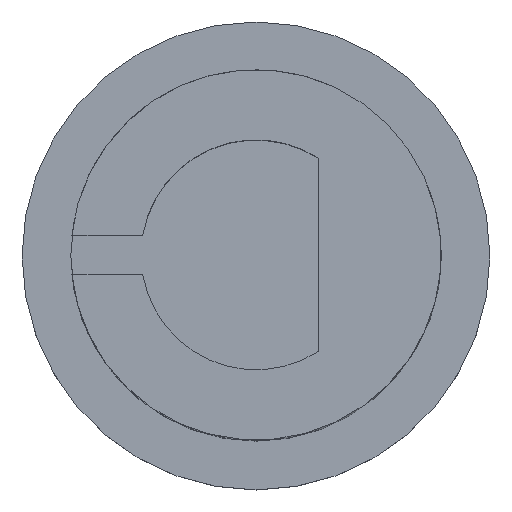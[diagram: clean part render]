
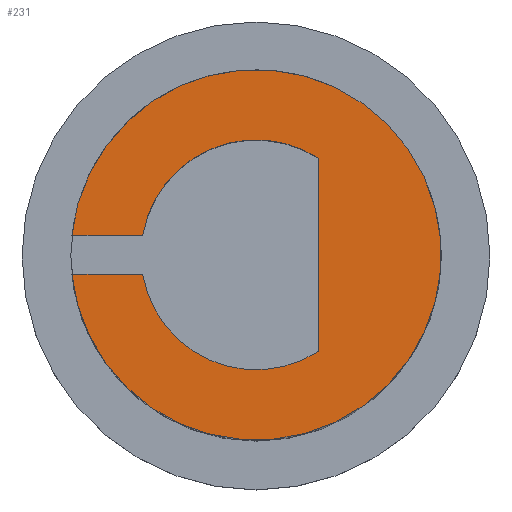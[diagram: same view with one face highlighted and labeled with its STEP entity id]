
A CAD part, top view. The second image highlights one B-rep face of the part: STEP entity #231.
In plain terms, the highlighted planar face has unit normal (0, 0, 1).
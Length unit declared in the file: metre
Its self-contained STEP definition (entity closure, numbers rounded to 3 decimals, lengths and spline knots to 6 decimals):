
#14=PLANE('',#265);
#26=CIRCLE('',#263,0.00475);
#28=CIRCLE('',#266,0.00295);
#29=CIRCLE('',#267,0.00295);
#46=ORIENTED_EDGE('',*,*,#106,.F.);
#47=ORIENTED_EDGE('',*,*,#107,.T.);
#48=ORIENTED_EDGE('',*,*,#104,.T.);
#49=ORIENTED_EDGE('',*,*,#108,.F.);
#50=ORIENTED_EDGE('',*,*,#109,.F.);
#51=ORIENTED_EDGE('',*,*,#110,.T.);
#104=EDGE_CURVE('',#128,#134,#26,.T.);
#106=EDGE_CURVE('',#136,#137,#28,.T.);
#107=EDGE_CURVE('',#136,#128,#153,.T.);
#108=EDGE_CURVE('',#138,#134,#154,.T.);
#109=EDGE_CURVE('',#139,#138,#29,.T.);
#110=EDGE_CURVE('',#139,#137,#155,.T.);
#128=VERTEX_POINT('',#371);
#134=VERTEX_POINT('',#383);
#136=VERTEX_POINT('',#389);
#137=VERTEX_POINT('',#390);
#138=VERTEX_POINT('',#393);
#139=VERTEX_POINT('',#395);
#153=LINE('',#391,#169);
#154=LINE('',#392,#170);
#155=LINE('',#396,#171);
#169=VECTOR('',#311,1.);
#170=VECTOR('',#312,1.);
#171=VECTOR('',#315,1.);
#183=EDGE_LOOP('',(#46,#47,#48,#49,#50,#51));
#205=FACE_BOUND('',#183,.T.);
#231=ADVANCED_FACE('',(#205),#14,.T.);
#263=AXIS2_PLACEMENT_3D('',#384,#303,#304);
#265=AXIS2_PLACEMENT_3D('',#387,#307,#308);
#266=AXIS2_PLACEMENT_3D('',#388,#309,#310);
#267=AXIS2_PLACEMENT_3D('',#394,#313,#314);
#303=DIRECTION('',(0.,0.,1.));
#304=DIRECTION('',(1.,0.,0.));
#307=DIRECTION('',(0.,0.,1.));
#308=DIRECTION('',(1.,0.,0.));
#309=DIRECTION('',(0.,0.,1.));
#310=DIRECTION('',(1.,0.,0.));
#311=DIRECTION('',(-1.,0.,0.));
#312=DIRECTION('',(-1.,0.,0.));
#313=DIRECTION('',(0.,0.,1.));
#314=DIRECTION('',(1.,0.,0.));
#315=DIRECTION('',(0.,-1.,0.));
#371=CARTESIAN_POINT('',(-0.004724,-0.0005,0.038));
#383=CARTESIAN_POINT('',(-0.004724,0.0005,0.038));
#384=CARTESIAN_POINT('',(0.,0.,0.038));
#387=CARTESIAN_POINT('',(0.,0.,0.038));
#388=CARTESIAN_POINT('',(0.,0.,0.038));
#389=CARTESIAN_POINT('',(-0.002907,-0.0005,0.038));
#390=CARTESIAN_POINT('',(0.0016,-0.002478,0.038));
#391=CARTESIAN_POINT('',(-0.003815,-0.0005,0.038));
#392=CARTESIAN_POINT('',(-0.003815,0.0005,0.038));
#393=CARTESIAN_POINT('',(-0.002907,0.0005,0.038));
#394=CARTESIAN_POINT('',(0.,0.,0.038));
#395=CARTESIAN_POINT('',(0.0016,0.002478,0.038));
#396=CARTESIAN_POINT('',(0.0016,0.,0.038));
